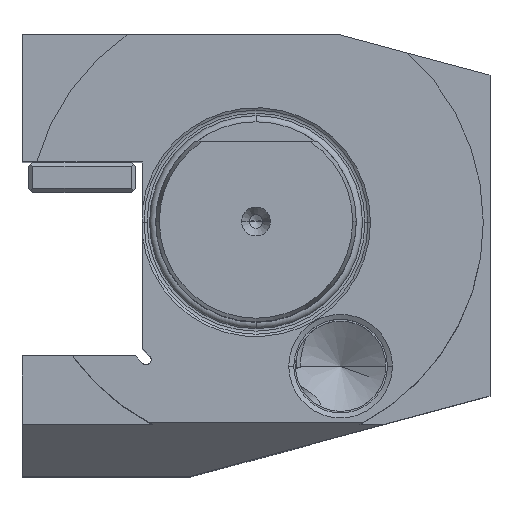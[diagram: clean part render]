
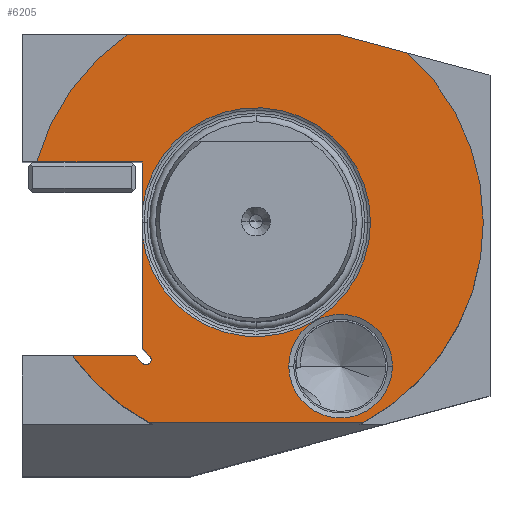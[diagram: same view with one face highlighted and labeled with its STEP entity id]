
A CAD part, top view. The second image highlights one B-rep face of the part: STEP entity #6205.
In plain terms, the highlighted planar face has unit normal (0, 0, 1).
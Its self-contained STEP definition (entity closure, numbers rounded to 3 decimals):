
#306=CARTESIAN_POINT('',(0,0,-55));
#307=DIRECTION('',(0,0,1));
#308=DIRECTION('',(-0.809,-0.588,0));
#309=AXIS2_PLACEMENT_3D('',#306,#307,#308);
#311=DIRECTION('',(-1,0,0));
#312=VECTOR('',#311,9.435);
#313=CARTESIAN_POINT('',(-18.061,-20,-55));
#314=LINE('',#313,#312);
#315=DIRECTION('',(-0.707,0.707,0));
#316=VECTOR('',#315,1.55);
#317=CARTESIAN_POINT('',(-16.965,-21.096,-55));
#318=LINE('',#317,#316);
#319=CARTESIAN_POINT('',(-16.434,-20.566,-55));
#320=DIRECTION('',(0,0,-1));
#321=DIRECTION('',(1,0,0));
#322=AXIS2_PLACEMENT_3D('',#319,#320,#321);
#324=CARTESIAN_POINT('',(-16.434,-20.566,-55));
#325=DIRECTION('',(0,0,-1));
#326=DIRECTION('',(0.707,0.707,0));
#327=AXIS2_PLACEMENT_3D('',#324,#325,#326);
#329=DIRECTION('',(0.707,-0.707,0));
#330=VECTOR('',#329,1.55);
#331=CARTESIAN_POINT('',(-17,-18.939,-55));
#332=LINE('',#331,#330);
#333=DIRECTION('',(0,-1,0));
#334=VECTOR('',#333,16.905);
#335=CARTESIAN_POINT('',(-17,-2.034,-55));
#336=LINE('',#335,#334);
#337=CARTESIAN_POINT('',(0,0,-55));
#338=DIRECTION('',(0,0,-1));
#339=DIRECTION('',(1,0,0));
#340=AXIS2_PLACEMENT_3D('',#337,#338,#339);
#342=CARTESIAN_POINT('',(0,0,-55));
#343=DIRECTION('',(0,0,-1));
#344=DIRECTION('',(-0.993,0.119,0));
#345=AXIS2_PLACEMENT_3D('',#342,#343,#344);
#347=DIRECTION('',(0,-1,0));
#348=VECTOR('',#347,6.966);
#349=CARTESIAN_POINT('',(-17,9,-55));
#350=LINE('',#349,#348);
#351=DIRECTION('',(1,0,0));
#352=VECTOR('',#351,15.787);
#353=CARTESIAN_POINT('',(-32.787,9,-55));
#354=LINE('',#353,#352);
#355=CARTESIAN_POINT('',(0,0,-55));
#356=DIRECTION('',(0,0,1));
#357=DIRECTION('',(-0.567,0.824,0));
#358=AXIS2_PLACEMENT_3D('',#355,#356,#357);
#360=DIRECTION('',(-1,0,0));
#361=VECTOR('',#360,31.895);
#362=CARTESIAN_POINT('',(12.608,28,-55));
#363=LINE('',#362,#361);
#364=DIRECTION('',(-0.966,0.259,0));
#365=VECTOR('',#364,10.475);
#366=CARTESIAN_POINT('',(22.726,25.289,-55));
#367=LINE('',#366,#365);
#368=CARTESIAN_POINT('',(0,0,-55));
#369=DIRECTION('',(0,0,1));
#370=DIRECTION('',(1,0,0));
#371=AXIS2_PLACEMENT_3D('',#368,#369,#370);
#373=CARTESIAN_POINT('',(0,0,-55));
#374=DIRECTION('',(0,0,1));
#375=DIRECTION('',(0.471,-0.882,0));
#376=AXIS2_PLACEMENT_3D('',#373,#374,#375);
#378=DIRECTION('',(1,0,0));
#379=VECTOR('',#378,32);
#380=CARTESIAN_POINT('',(-16,-30,-55));
#381=LINE('',#380,#379);
#382=CARTESIAN_POINT('',(12.652,-21.539,-55));
#383=DIRECTION('',(0,0,-1));
#384=DIRECTION('',(-1,0,0));
#385=AXIS2_PLACEMENT_3D('',#382,#383,#384);
#387=CARTESIAN_POINT('',(12.652,-21.539,-55));
#388=DIRECTION('',(0,0,-1));
#389=DIRECTION('',(1,0,0));
#390=AXIS2_PLACEMENT_3D('',#387,#388,#389);
#4265=CARTESIAN_POINT('',(-17,2.034,-55));
#4873=CARTESIAN_POINT('',(-27.495,-20,-55));
#4874=CARTESIAN_POINT('',(-16,-30,-55));
#4875=VERTEX_POINT('',#4873);
#4876=VERTEX_POINT('',#4874);
#4894=CARTESIAN_POINT('',(-16.965,-21.096,-55));
#4896=VERTEX_POINT('',#4894);
#4901=CARTESIAN_POINT('',(-19.287,28,-55));
#4902=CARTESIAN_POINT('',(-32.787,9,-55));
#4903=VERTEX_POINT('',#4901);
#4904=VERTEX_POINT('',#4902);
#4947=CARTESIAN_POINT('',(22.726,25.289,-55));
#4948=VERTEX_POINT('',#4947);
#4953=VERTEX_POINT('',#4265);
#4957=CARTESIAN_POINT('',(-15.684,-20.566,-55));
#4958=VERTEX_POINT('',#4957);
#4969=CARTESIAN_POINT('',(-18.061,-20,-55));
#4970=VERTEX_POINT('',#4969);
#4971=CARTESIAN_POINT('',(-17,9,-55));
#4972=VERTEX_POINT('',#4971);
#4980=CARTESIAN_POINT('',(17.121,0,-55));
#4981=VERTEX_POINT('',#4980);
#4982=CARTESIAN_POINT('',(-17,-2.034,-55));
#4983=CARTESIAN_POINT('',(-17,-18.939,-55));
#4984=VERTEX_POINT('',#4982);
#4985=VERTEX_POINT('',#4983);
#4988=CARTESIAN_POINT('',(16,-30,-55));
#4989=CARTESIAN_POINT('',(34,0,-55));
#4990=VERTEX_POINT('',#4988);
#4991=VERTEX_POINT('',#4989);
#4992=CARTESIAN_POINT('',(12.608,28,-55));
#4993=VERTEX_POINT('',#4992);
#5071=CARTESIAN_POINT('',(-15.904,-20.035,-55));
#5072=VERTEX_POINT('',#5071);
#5089=CARTESIAN_POINT('',(20.402,-21.539,-55));
#5090=CARTESIAN_POINT('',(4.902,-21.539,-55));
#5091=VERTEX_POINT('',#5089);
#5092=VERTEX_POINT('',#5090);
#6161=CARTESIAN_POINT('',(0,-17.121,-55));
#6162=DIRECTION('',(0,0,-1));
#6163=DIRECTION('',(1,0,0));
#6164=AXIS2_PLACEMENT_3D('',#6161,#6162,#6163);
#6165=PLANE('',#6164);
#6167=ORIENTED_EDGE('',*,*,#6166,.F.);
#6169=ORIENTED_EDGE('',*,*,#6168,.F.);
#6171=ORIENTED_EDGE('',*,*,#6170,.F.);
#6173=ORIENTED_EDGE('',*,*,#6172,.F.);
#6175=ORIENTED_EDGE('',*,*,#6174,.F.);
#6176=ORIENTED_EDGE('',*,*,#6152,.F.);
#6177=ORIENTED_EDGE('',*,*,#6125,.F.);
#6179=ORIENTED_EDGE('',*,*,#6178,.F.);
#6181=ORIENTED_EDGE('',*,*,#6180,.F.);
#6182=ORIENTED_EDGE('',*,*,#6119,.F.);
#6184=ORIENTED_EDGE('',*,*,#6183,.F.);
#6186=ORIENTED_EDGE('',*,*,#6185,.F.);
#6188=ORIENTED_EDGE('',*,*,#6187,.F.);
#6190=ORIENTED_EDGE('',*,*,#6189,.F.);
#6192=ORIENTED_EDGE('',*,*,#6191,.F.);
#6194=ORIENTED_EDGE('',*,*,#6193,.F.);
#6196=ORIENTED_EDGE('',*,*,#6195,.F.);
#6197=EDGE_LOOP('',(#6167,#6169,#6171,#6173,#6175,#6176,#6177,#6179,#6181,#6182,
#6184,#6186,#6188,#6190,#6192,#6194,#6196));
#6198=FACE_OUTER_BOUND('',#6197,.F.);
#6200=ORIENTED_EDGE('',*,*,#6199,.F.);
#6202=ORIENTED_EDGE('',*,*,#6201,.F.);
#6203=EDGE_LOOP('',(#6200,#6202));
#6204=FACE_BOUND('',#6203,.F.);
#6205=ADVANCED_FACE('',(#6198,#6204),#6165,.F.);
#310=CIRCLE('',#309,34);
#323=CIRCLE('',#322,0.75);
#328=CIRCLE('',#327,0.75);
#341=CIRCLE('',#340,17.121);
#346=CIRCLE('',#345,17.121);
#359=CIRCLE('',#358,34);
#372=CIRCLE('',#371,34);
#377=CIRCLE('',#376,34);
#386=CIRCLE('',#385,7.75);
#391=CIRCLE('',#390,7.75);
#6119=EDGE_CURVE('',#4972,#4953,#350,.T.);
#6125=EDGE_CURVE('',#4984,#4985,#336,.T.);
#6152=EDGE_CURVE('',#4985,#5072,#332,.T.);
#6166=EDGE_CURVE('',#4875,#4876,#310,.T.);
#6168=EDGE_CURVE('',#4970,#4875,#314,.T.);
#6170=EDGE_CURVE('',#4896,#4970,#318,.T.);
#6172=EDGE_CURVE('',#4958,#4896,#323,.T.);
#6174=EDGE_CURVE('',#5072,#4958,#328,.T.);
#6178=EDGE_CURVE('',#4981,#4984,#341,.T.);
#6180=EDGE_CURVE('',#4953,#4981,#346,.T.);
#6183=EDGE_CURVE('',#4904,#4972,#354,.T.);
#6185=EDGE_CURVE('',#4903,#4904,#359,.T.);
#6187=EDGE_CURVE('',#4993,#4903,#363,.T.);
#6189=EDGE_CURVE('',#4948,#4993,#367,.T.);
#6191=EDGE_CURVE('',#4991,#4948,#372,.T.);
#6193=EDGE_CURVE('',#4990,#4991,#377,.T.);
#6195=EDGE_CURVE('',#4876,#4990,#381,.T.);
#6199=EDGE_CURVE('',#5092,#5091,#386,.T.);
#6201=EDGE_CURVE('',#5091,#5092,#391,.T.);
